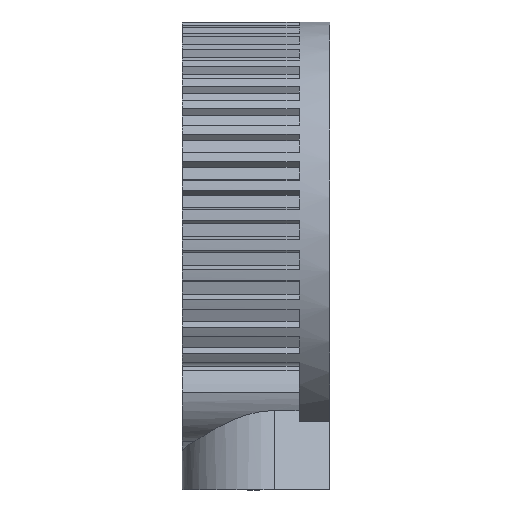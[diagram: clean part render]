
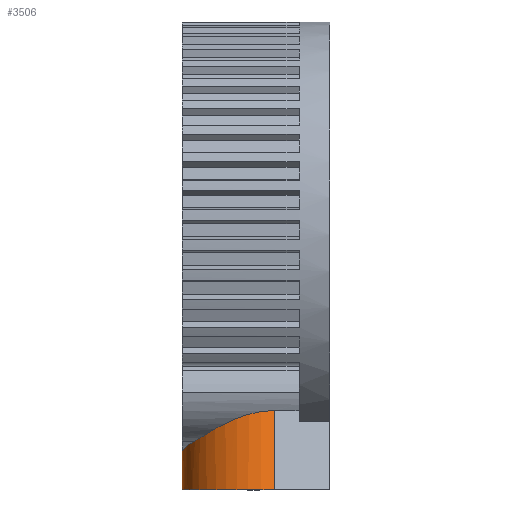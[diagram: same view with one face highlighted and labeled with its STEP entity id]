
A CAD part, left-side view. The second image highlights one B-rep face of the part: STEP entity #3506.
In plain terms, the highlighted cylindrical face has radius 15 mm (diameter 30 mm), a partial arc.
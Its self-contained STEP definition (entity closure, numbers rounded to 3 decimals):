
#278 = CARTESIAN_POINT ( 'NONE',  ( -13.84, 20.001, -31.884 ) ) ;
#676 = ORIENTED_EDGE ( 'NONE', *, *, #7633, .F. ) ;
#691 = CARTESIAN_POINT ( 'NONE',  ( -8.074, 23.415, -34.058 ) ) ;
#785 = CARTESIAN_POINT ( 'NONE',  ( -5.414, 24., -37.692 ) ) ;
#922 = CARTESIAN_POINT ( 'NONE',  ( -14.901, 18.582, -31.046 ) ) ;
#959 = CARTESIAN_POINT ( 'NONE',  ( -12.511, 21.25, -32.654 ) ) ;
#990 = CARTESIAN_POINT ( 'NONE',  ( -3.656, 24., -34.809 ) ) ;
#1249 = CARTESIAN_POINT ( 'NONE',  ( -10.898, 22.291, -33.266 ) ) ;
#1488 = EDGE_CURVE ( 'NONE', #7340, #5576, #4815, .T. ) ;
#1546 = AXIS2_PLACEMENT_3D ( 'NONE', #2895, #6121, #6798 ) ;
#1600 = CARTESIAN_POINT ( 'NONE',  ( -17.133, 10.325, -28.098 ) ) ;
#1719 = CARTESIAN_POINT ( 'NONE',  ( -25., 9., -41. ) ) ;
#1926 = CARTESIAN_POINT ( 'NONE',  ( -12.012, 21.617, -32.879 ) ) ;
#2276 = CARTESIAN_POINT ( 'NONE',  ( -11.468, 21.946, -33.068 ) ) ;
#2603 = CARTESIAN_POINT ( 'NONE',  ( -9.052, 23.101, -33.811 ) ) ;
#2820 = DIRECTION ( 'NONE',  ( -0.521, 0., -0.854 ) ) ;
#2836 = CARTESIAN_POINT ( 'NONE',  ( -17.133, 9., -28.098 ) ) ;
#2859 = CARTESIAN_POINT ( 'NONE',  ( -25., 9., -41. ) ) ;
#2874 = CARTESIAN_POINT ( 'NONE',  ( -13.431, 20.437, -32.154 ) ) ;
#2895 = CARTESIAN_POINT ( 'NONE',  ( 12.807, 9., -7.809 ) ) ;
#3429 = B_SPLINE_CURVE_WITH_KNOTS ( 'NONE', 3,
 ( #7742, #7831, #4520, #691, #3892, #2603, #5199, #4566, #1249, #7868 ),
 .UNSPECIFIED., .F., .F.,
 ( 4, 2, 2, 2, 4 ),
 ( 0., 0.004, 0.005, 0.006, 0.008 ),
 .UNSPECIFIED. ) ;
#3506 = ADVANCED_FACE ( 'NONE', ( #5570 ), #6210, .T. ) ;
#3516 = CARTESIAN_POINT ( 'NONE',  ( -14.575, 19.074, -31.331 ) ) ;
#3773 = EDGE_CURVE ( 'NONE', #6590, #4359, #7083, .T. ) ;
#3775 = CARTESIAN_POINT ( 'NONE',  ( -11.468, 21.946, -33.068 ) ) ;
#3892 = CARTESIAN_POINT ( 'NONE',  ( -8.404, 23.317, -33.978 ) ) ;
#4159 = CARTESIAN_POINT ( 'NONE',  ( -17.045, 11.609, -28.284 ) ) ;
#4286 = CARTESIAN_POINT ( 'NONE',  ( -16.761, 13.484, -28.777 ) ) ;
#4359 = VERTEX_POINT ( 'NONE', #6690 ) ;
#4520 = CARTESIAN_POINT ( 'NONE',  ( -6.42, 23.84, -34.433 ) ) ;
#4557 = ORIENTED_EDGE ( 'NONE', *, *, #1488, .T. ) ;
#4566 = CARTESIAN_POINT ( 'NONE',  ( -10.302, 22.593, -33.456 ) ) ;
#4573 = EDGE_CURVE ( 'NONE', #4359, #6443, #5835, .T. ) ;
#4620 = EDGE_CURVE ( 'NONE', #6443, #5576, #3429, .T. ) ;
#4815 = B_SPLINE_CURVE_WITH_KNOTS ( 'NONE', 3,
 ( #6908, #1600, #4159, #4286, #5647, #8229, #7420, #7374, #6741, #922, #3516, #278, #2874, #959, #1926, #3775 ),
 .UNSPECIFIED., .F., .F.,
 ( 4, 2, 2, 2, 2, 2, 2, 4 ),
 ( 0., 0.004, 0.006, 0.008, 0.01, 0.012, 0.014, 0.016 ),
 .UNSPECIFIED. ) ;
#5199 = CARTESIAN_POINT ( 'NONE',  ( -9.369, 22.982, -33.724 ) ) ;
#5240 = ORIENTED_EDGE ( 'NONE', *, *, #4573, .F. ) ;
#5570 = FACE_OUTER_BOUND ( 'NONE', #6743, .T. ) ;
#5576 = VERTEX_POINT ( 'NONE', #2276 ) ;
#5647 = CARTESIAN_POINT ( 'NONE',  ( -16.639, 14.104, -28.979 ) ) ;
#5698 = CARTESIAN_POINT ( 'NONE',  ( -25., 9., -41. ) ) ;
#5835 = LINE ( 'NONE', #785, #7916 ) ;
#5911 = VECTOR ( 'NONE', #2820, 1000. ) ;
#6121 = DIRECTION ( 'NONE',  ( -0.521, 0., -0.854 ) ) ;
#6210 = CYLINDRICAL_SURFACE ( 'NONE', #1546, 15. ) ;
#6443 = VERTEX_POINT ( 'NONE', #990 ) ;
#6590 = VERTEX_POINT ( 'NONE', #1719 ) ;
#6690 = CARTESIAN_POINT ( 'NONE',  ( -7.431, 24., -41. ) ) ;
#6741 = CARTESIAN_POINT ( 'NONE',  ( -15.48, 17.54, -30.479 ) ) ;
#6743 = EDGE_LOOP ( 'NONE', ( #8274, #676, #4557, #7051, #5240 ) ) ;
#6798 = DIRECTION ( 'NONE',  ( -0.854, 0., 0.521 ) ) ;
#6810 = LINE ( 'NONE', #2859, #5911 ) ;
#6908 = CARTESIAN_POINT ( 'NONE',  ( -17.133, 9., -28.098 ) ) ;
#7051 = ORIENTED_EDGE ( 'NONE', *, *, #4620, .F. ) ;
#7083 =( BOUNDED_CURVE ( )  B_SPLINE_CURVE ( 3, ( #5698, #7811, #7762, #7848 ),
 .UNSPECIFIED., .F., .F. ) 
 B_SPLINE_CURVE_WITH_KNOTS ( ( 4, 4 ),
 ( 0., 1.571 ),
 .UNSPECIFIED. ) 
 CURVE ( )  GEOMETRIC_REPRESENTATION_ITEM ( )  RATIONAL_B_SPLINE_CURVE ( ( 1., 0.805, 0.805, 1. ) ) 
 REPRESENTATION_ITEM ( '' )  );
#7340 = VERTEX_POINT ( 'NONE', #2836 ) ;
#7374 = CARTESIAN_POINT ( 'NONE',  ( -15.729, 16.998, -30.201 ) ) ;
#7420 = CARTESIAN_POINT ( 'NONE',  ( -16.157, 15.879, -29.676 ) ) ;
#7633 = EDGE_CURVE ( 'NONE', #7340, #6590, #6810, .T. ) ;
#7742 = CARTESIAN_POINT ( 'NONE',  ( -3.656, 24., -34.809 ) ) ;
#7762 = CARTESIAN_POINT ( 'NONE',  ( -17.723, 24., -41. ) ) ;
#7811 = CARTESIAN_POINT ( 'NONE',  ( -25., 17.787, -41. ) ) ;
#7831 = CARTESIAN_POINT ( 'NONE',  ( -5.057, 24., -34.661 ) ) ;
#7848 = CARTESIAN_POINT ( 'NONE',  ( -7.431, 24., -41. ) ) ;
#7868 = CARTESIAN_POINT ( 'NONE',  ( -11.468, 21.946, -33.068 ) ) ;
#7916 = VECTOR ( 'NONE', #8378, 1000. ) ;
#8229 = CARTESIAN_POINT ( 'NONE',  ( -16.336, 15.301, -29.428 ) ) ;
#8274 = ORIENTED_EDGE ( 'NONE', *, *, #3773, .F. ) ;
#8378 = DIRECTION ( 'NONE',  ( 0.521, 0., 0.854 ) ) ;
